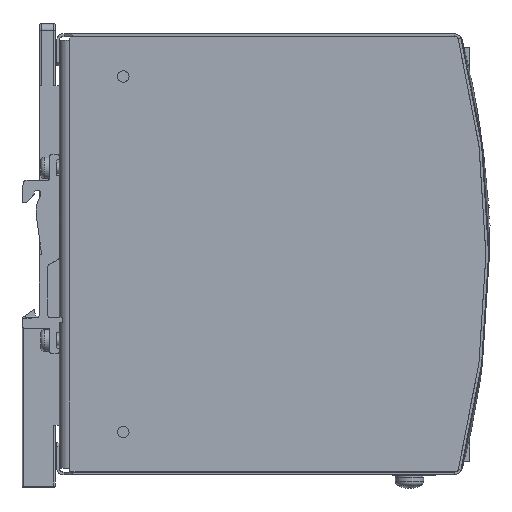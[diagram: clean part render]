
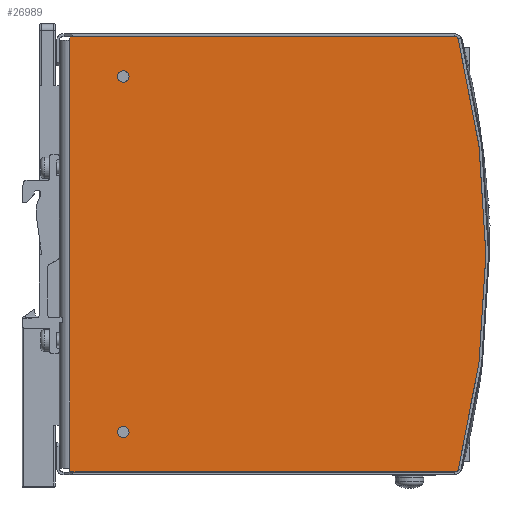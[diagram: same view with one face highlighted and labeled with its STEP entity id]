
A CAD part, front view. The second image highlights one B-rep face of the part: STEP entity #26989.
In plain terms, the highlighted face is planar.
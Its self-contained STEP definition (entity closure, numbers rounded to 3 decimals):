
#959=PLANE('',#28518);
#2227=LINE('',#37449,#5020);
#2238=LINE('',#37470,#5031);
#2241=LINE('',#37477,#5034);
#2243=LINE('',#37482,#5036);
#2244=LINE('',#37483,#5037);
#5020=VECTOR('',#30614,1.);
#5031=VECTOR('',#30635,1.);
#5034=VECTOR('',#30646,108.693);
#5036=VECTOR('',#30654,108.693);
#5037=VECTOR('',#30655,120.3);
#7787=FACE_BOUND('',#9633,.T.);
#7788=FACE_BOUND('',#9634,.T.);
#8133=FACE_OUTER_BOUND('',#9632,.T.);
#9632=EDGE_LOOP('',(#18874,#18875,#18876,#18877,#18878,#18879,#18880,#18881));
#9633=EDGE_LOOP('',(#18882));
#9634=EDGE_LOOP('',(#18883));
#11403=CIRCLE('',#28460,1.6);
#11405=CIRCLE('',#28463,1.6);
#11417=CIRCLE('',#28485,0.5);
#11420=CIRCLE('',#28489,240.);
#11428=CIRCLE('',#28503,0.5);
#12052=VERTEX_POINT('',#37313);
#12054=VERTEX_POINT('',#37318);
#12080=VERTEX_POINT('',#37384);
#12081=VERTEX_POINT('',#37385);
#12085=VERTEX_POINT('',#37395);
#12099=VERTEX_POINT('',#37436);
#12101=VERTEX_POINT('',#37442);
#12102=VERTEX_POINT('',#37448);
#12105=VERTEX_POINT('',#37461);
#12107=VERTEX_POINT('',#37468);
#14724=EDGE_CURVE('',#12052,#12052,#11403,.T.);
#14726=EDGE_CURVE('',#12054,#12054,#11405,.T.);
#14756=EDGE_CURVE('',#12080,#12081,#11417,.T.);
#14762=EDGE_CURVE('',#12080,#12085,#11420,.T.);
#14783=EDGE_CURVE('',#12099,#12085,#11428,.T.);
#14789=EDGE_CURVE('',#12101,#12102,#2227,.T.);
#14801=EDGE_CURVE('',#12107,#12105,#2238,.T.);
#14804=EDGE_CURVE('',#12081,#12107,#2241,.T.);
#14806=EDGE_CURVE('',#12102,#12099,#2243,.T.);
#14807=EDGE_CURVE('',#12105,#12101,#2244,.T.);
#18874=ORIENTED_EDGE('',*,*,#14756,.F.);
#18875=ORIENTED_EDGE('',*,*,#14762,.T.);
#18876=ORIENTED_EDGE('',*,*,#14783,.F.);
#18877=ORIENTED_EDGE('',*,*,#14806,.F.);
#18878=ORIENTED_EDGE('',*,*,#14789,.F.);
#18879=ORIENTED_EDGE('',*,*,#14807,.F.);
#18880=ORIENTED_EDGE('',*,*,#14801,.F.);
#18881=ORIENTED_EDGE('',*,*,#14804,.F.);
#18882=ORIENTED_EDGE('',*,*,#14724,.T.);
#18883=ORIENTED_EDGE('',*,*,#14726,.T.);
#26989=ADVANCED_FACE('',(#8133,#7787,#7788),#959,.F.);
#28460=AXIS2_PLACEMENT_3D('',#37314,#30482,#30483);
#28463=AXIS2_PLACEMENT_3D('',#37319,#30488,#30489);
#28485=AXIS2_PLACEMENT_3D('',#37386,#30550,#30551);
#28489=AXIS2_PLACEMENT_3D('',#37397,#30561,#30562);
#28503=AXIS2_PLACEMENT_3D('',#37438,#30602,#30603);
#28518=AXIS2_PLACEMENT_3D('',#37481,#30652,#30653);
#30482=DIRECTION('center_axis',(1.,0.,0.));
#30483=DIRECTION('ref_axis',(0.,0.,
1.));
#30488=DIRECTION('center_axis',(1.,0.,0.));
#30489=DIRECTION('ref_axis',(0.,0.,
1.));
#30550=DIRECTION('center_axis',(1.,0.,0.));
#30551=DIRECTION('ref_axis',(0.,-0.611,-0.792));
#30561=DIRECTION('center_axis',(-1.,0.,0.));
#30562=DIRECTION('ref_axis',(0.,-0.967,0.255));
#30602=DIRECTION('center_axis',(1.,0.,0.));
#30603=DIRECTION('ref_axis',(0.,-0.611,0.792));
#30614=DIRECTION('',(0.,0.,1.));
#30635=DIRECTION('',(0.,0.,1.));
#30646=DIRECTION('',(0.,1.,0.));
#30652=DIRECTION('center_axis',(1.,0.,0.));
#30653=DIRECTION('ref_axis',(0.,0.,-1.));
#30654=DIRECTION('',(0.,-1.,0.));
#30655=DIRECTION('',(0.,0.,1.));
#37313=CARTESIAN_POINT('',(-29.5,-18.,-48.4));
#37314=CARTESIAN_POINT('Origin',(-29.5,-18.,-50.));
#37318=CARTESIAN_POINT('',(-29.5,-18.,51.6));
#37319=CARTESIAN_POINT('Origin',(-29.5,-18.,50.));
#37384=CARTESIAN_POINT('',(-29.5,-112.177,-60.777));
#37385=CARTESIAN_POINT('',(-29.5,-111.693,-61.15));
#37386=CARTESIAN_POINT('Origin',(-29.5,-111.693,-60.65));
#37395=CARTESIAN_POINT('',(-29.5,-112.177,60.777));
#37397=CARTESIAN_POINT('Origin',(-29.5,120.,0.));
#37436=CARTESIAN_POINT('',(-29.5,-111.693,61.15));
#37438=CARTESIAN_POINT('Origin',(-29.5,-111.693,60.65));
#37442=CARTESIAN_POINT('',(-29.5,-3.,60.15));
#37448=CARTESIAN_POINT('',(-29.5,-3.,61.15));
#37449=CARTESIAN_POINT('',(-29.5,-3.,0.));
#37461=CARTESIAN_POINT('',(-29.5,-3.,-60.15));
#37468=CARTESIAN_POINT('',(-29.5,-3.,-61.15));
#37470=CARTESIAN_POINT('',(-29.5,-3.,0.));
#37477=CARTESIAN_POINT('',(-29.5,56.786,-61.15));
#37481=CARTESIAN_POINT('Origin',(-29.5,26.893,0.));
#37482=CARTESIAN_POINT('',(-29.5,-120.,61.15));
#37483=CARTESIAN_POINT('',(-29.5,-3.,0.));
